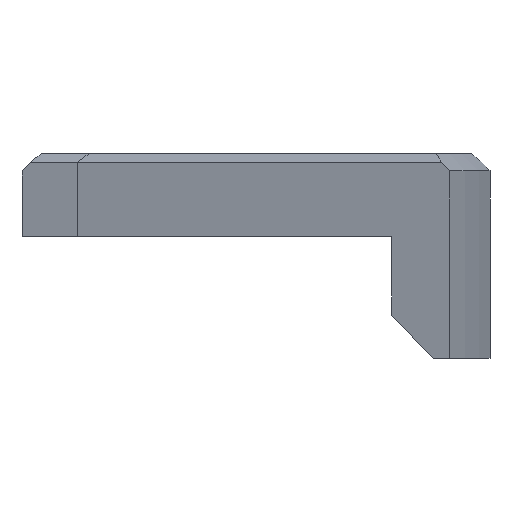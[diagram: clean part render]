
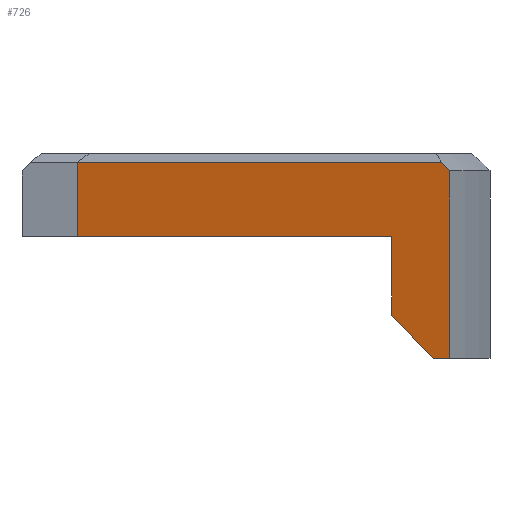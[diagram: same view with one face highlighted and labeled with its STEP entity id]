
A CAD part, front view. The second image highlights one B-rep face of the part: STEP entity #726.
In plain terms, the highlighted planar face has unit normal (-0.312, -0.95, 0).
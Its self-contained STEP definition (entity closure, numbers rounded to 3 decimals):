
#52=B_SPLINE_CURVE_WITH_KNOTS('',3,(#1153,#1154,#1155,#1156),
 .UNSPECIFIED.,.F.,.F.,(4,4),(0.,0.),.UNSPECIFIED.);
#53=B_SPLINE_CURVE_WITH_KNOTS('',3,(#1163,#1164,#1165,#1166),
 .UNSPECIFIED.,.F.,.F.,(4,4),(0.,0.002),.UNSPECIFIED.);
#122=ORIENTED_EDGE('',*,*,#336,.T.);
#123=ORIENTED_EDGE('',*,*,#337,.T.);
#124=ORIENTED_EDGE('',*,*,#338,.T.);
#125=ORIENTED_EDGE('',*,*,#322,.F.);
#126=ORIENTED_EDGE('',*,*,#339,.F.);
#127=ORIENTED_EDGE('',*,*,#340,.T.);
#128=ORIENTED_EDGE('',*,*,#341,.F.);
#129=ORIENTED_EDGE('',*,*,#334,.F.);
#322=EDGE_CURVE('',#430,#431,#488,.T.);
#334=EDGE_CURVE('',#440,#441,#496,.T.);
#336=EDGE_CURVE('',#440,#442,#52,.T.);
#337=EDGE_CURVE('',#442,#443,#497,.T.);
#338=EDGE_CURVE('',#443,#431,#498,.T.);
#339=EDGE_CURVE('',#444,#430,#499,.T.);
#340=EDGE_CURVE('',#444,#445,#53,.T.);
#341=EDGE_CURVE('',#441,#445,#500,.T.);
#430=VERTEX_POINT('',#1118);
#431=VERTEX_POINT('',#1120);
#440=VERTEX_POINT('',#1148);
#441=VERTEX_POINT('',#1150);
#442=VERTEX_POINT('',#1157);
#443=VERTEX_POINT('',#1159);
#444=VERTEX_POINT('',#1162);
#445=VERTEX_POINT('',#1167);
#488=LINE('',#1119,#555);
#496=LINE('',#1149,#563);
#497=LINE('',#1158,#564);
#498=LINE('',#1160,#565);
#499=LINE('',#1161,#566);
#500=LINE('',#1168,#567);
#555=VECTOR('',#889,1000.);
#563=VECTOR('',#905,1000.);
#564=VECTOR('',#910,1000.);
#565=VECTOR('',#911,1000.);
#566=VECTOR('',#912,1000.);
#567=VECTOR('',#913,1000.);
#619=EDGE_LOOP('',(#122,#123,#124,#125,#126,#127,#128,#129));
#662=FACE_BOUND('',#619,.T.);
#704=PLANE('',#798);
#726=ADVANCED_FACE('',(#662),#704,.T.);
#798=AXIS2_PLACEMENT_3D('',#1152,#908,#909);
#889=DIRECTION('',(-0.95,0.312,0.));
#905=DIRECTION('',(0.,0.,-1.));
#908=DIRECTION('',(-0.312,-0.95,0.));
#909=DIRECTION('',(0.95,-0.312,0.));
#910=DIRECTION('',(-0.95,0.312,0.));
#911=DIRECTION('',(0.,0.,-1.));
#912=DIRECTION('',(0.,0.,1.));
#913=DIRECTION('',(-0.95,0.312,0.));
#1118=CARTESIAN_POINT('',(23.878,-9.638,11.4));
#1119=CARTESIAN_POINT('',(23.634,-9.558,11.4));
#1120=CARTESIAN_POINT('',(14.822,-6.661,11.4));
#1148=CARTESIAN_POINT('',(25.544,-10.186,13.3));
#1149=CARTESIAN_POINT('',(25.544,-10.186,13.4));
#1150=CARTESIAN_POINT('',(25.544,-10.186,7.9));
#1152=CARTESIAN_POINT('',(23.634,-9.558,13.9));
#1153=CARTESIAN_POINT('',(25.544,-10.186,13.3));
#1154=CARTESIAN_POINT('',(25.465,-10.16,13.383));
#1155=CARTESIAN_POINT('',(25.386,-10.133,13.467));
#1156=CARTESIAN_POINT('',(25.306,-10.107,13.55));
#1157=CARTESIAN_POINT('',(25.306,-10.107,13.55));
#1158=CARTESIAN_POINT('',(14.822,-6.661,13.55));
#1159=CARTESIAN_POINT('',(14.822,-6.661,13.55));
#1160=CARTESIAN_POINT('',(14.822,-6.661,13.9));
#1161=CARTESIAN_POINT('',(23.878,-9.638,9.15));
#1162=CARTESIAN_POINT('',(23.878,-9.638,9.15));
#1163=CARTESIAN_POINT('',(23.878,-9.638,9.15));
#1164=CARTESIAN_POINT('',(24.275,-9.768,8.733));
#1165=CARTESIAN_POINT('',(24.672,-9.899,8.317));
#1166=CARTESIAN_POINT('',(25.068,-10.029,7.9));
#1167=CARTESIAN_POINT('',(25.068,-10.029,7.9));
#1168=CARTESIAN_POINT('',(25.538,-10.184,7.9));
